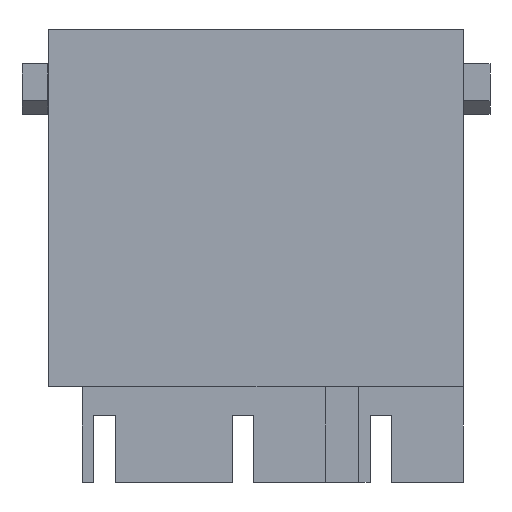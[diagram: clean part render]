
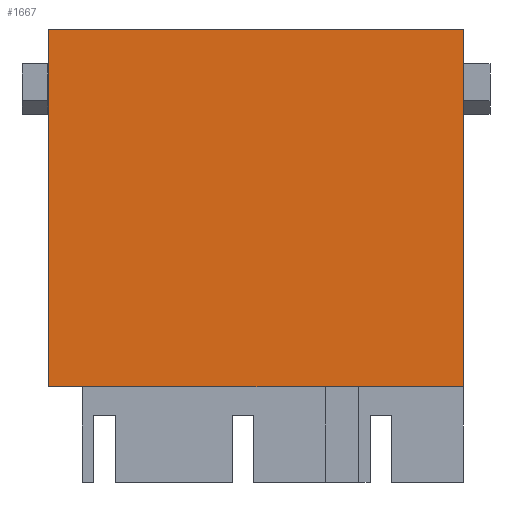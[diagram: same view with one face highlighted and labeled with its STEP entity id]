
A CAD part, left-side view. The second image highlights one B-rep face of the part: STEP entity #1667.
In plain terms, the highlighted planar face has unit normal (-1, 0, 0).
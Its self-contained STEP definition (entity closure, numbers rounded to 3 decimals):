
#1667=ADVANCED_FACE('',(#2706),#2262,.T.);
#2262=PLANE('',#12836);
#2706=FACE_OUTER_BOUND('',#3266,.T.);
#3266=EDGE_LOOP('',(#5315,#5316,#5317,#5318));
#5315=ORIENTED_EDGE('',*,*,#9033,.T.);
#5316=ORIENTED_EDGE('',*,*,#9043,.T.);
#5317=ORIENTED_EDGE('',*,*,#9038,.F.);
#5318=ORIENTED_EDGE('',*,*,#8361,.T.);
#7253=VERTEX_POINT('',#16661);
#7254=VERTEX_POINT('',#16663);
#7695=VERTEX_POINT('',#18105);
#7696=VERTEX_POINT('',#18116);
#8361=EDGE_CURVE('',#7254,#7253,#9908,.T.);
#9033=EDGE_CURVE('',#7253,#7695,#10508,.T.);
#9038=EDGE_CURVE('',#7254,#7696,#10513,.T.);
#9043=EDGE_CURVE('',#7695,#7696,#10518,.T.);
#9908=LINE('',#16662,#11200);
#10508=LINE('',#18106,#11800);
#10513=LINE('',#18115,#11805);
#10518=LINE('',#18124,#11810);
#11200=VECTOR('',#13484,1.);
#11800=VECTOR('',#14592,1.);
#11805=VECTOR('',#14605,1.);
#11810=VECTOR('',#14612,1.);
#12836=AXIS2_PLACEMENT_3D('',#18125,#14613,#14614);
#13484=DIRECTION('',(0.,1.,0.));
#14592=DIRECTION('',(0.,0.,-1.));
#14605=DIRECTION('',(0.,0.,-1.));
#14612=DIRECTION('',(0.,-1.,0.));
#14613=DIRECTION('',(-1.,0.,0.));
#14614=DIRECTION('',(0.,1.,0.));
#16661=CARTESIAN_POINT('',(0.,30.3,27.55));
#16662=CARTESIAN_POINT('',(0.,0.,27.55));
#16663=CARTESIAN_POINT('',(0.,0.,27.55));
#18105=CARTESIAN_POINT('',(0.,30.3,1.45));
#18106=CARTESIAN_POINT('',(0.,30.3,27.55));
#18115=CARTESIAN_POINT('',(0.,0.,27.55));
#18116=CARTESIAN_POINT('',(0.,0.,1.45));
#18124=CARTESIAN_POINT('',(0.,0.,1.45));
#18125=CARTESIAN_POINT('',(0.,-0.1,27.65));
